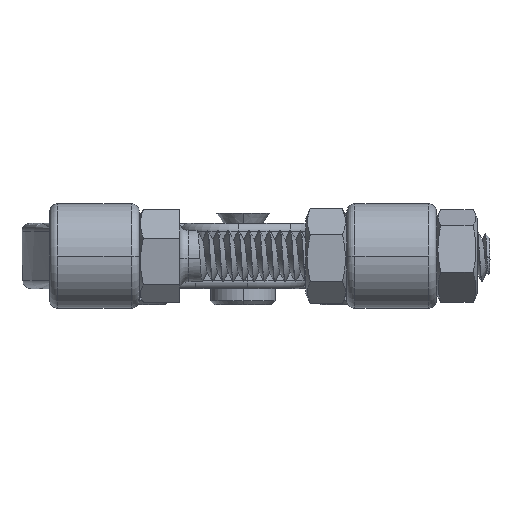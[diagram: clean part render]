
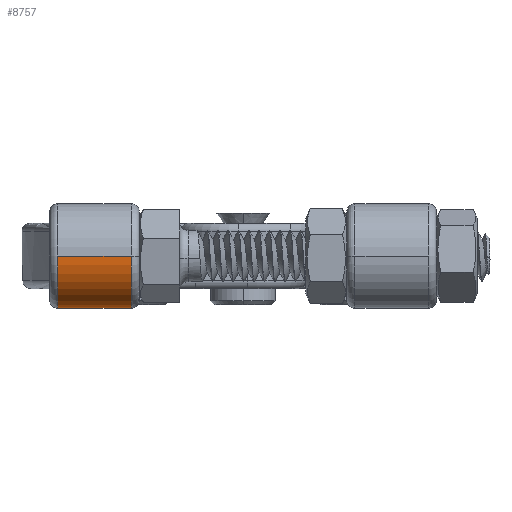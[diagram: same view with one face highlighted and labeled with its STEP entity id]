
A CAD part, left-side view. The second image highlights one B-rep face of the part: STEP entity #8757.
In plain terms, the highlighted cylindrical face has radius 6.4 mm (diameter 12.8 mm), a partial arc.
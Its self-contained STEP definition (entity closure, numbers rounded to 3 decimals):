
#577 = CARTESIAN_POINT ( 'NONE',  ( -7368.13, -829.046, -0.324 ) ) ;
#1623 = DIRECTION ( 'NONE',  ( 0., -1., 0. ) ) ;
#2764 = VERTEX_POINT ( 'NONE', #22632 ) ;
#3317 = LINE ( 'NONE', #16087, #24616 ) ;
#4281 = ORIENTED_EDGE ( 'NONE', *, *, #24181, .T. ) ;
#4618 = VECTOR ( 'NONE', #14707, 1000. ) ;
#4825 = CARTESIAN_POINT ( 'NONE',  ( -7379.248, -829.046, 4. ) ) ;
#5319 = VERTEX_POINT ( 'NONE', #4825 ) ;
#5658 = ORIENTED_EDGE ( 'NONE', *, *, #24701, .T. ) ;
#5978 = CYLINDRICAL_SURFACE ( 'NONE', #22290, 6.4 ) ;
#6712 = CARTESIAN_POINT ( 'NONE',  ( -7372.848, -829.046, 4. ) ) ;
#8757 = ADVANCED_FACE ( 'NONE', ( #17956 ), #5978, .T. ) ;
#8862 = DIRECTION ( 'NONE',  ( -1., 0., 0. ) ) ;
#10995 = ORIENTED_EDGE ( 'NONE', *, *, #20025, .T. ) ;
#12006 = DIRECTION ( 'NONE',  ( 0., -1., 0. ) ) ;
#12127 = CARTESIAN_POINT ( 'NONE',  ( -7368.13, -820.046, -0.324 ) ) ;
#12707 = DIRECTION ( 'NONE',  ( -1., 0., 0. ) ) ;
#12718 = CIRCLE ( 'NONE', #25005, 6.4 ) ;
#13090 = VERTEX_POINT ( 'NONE', #577 ) ;
#14468 = CARTESIAN_POINT ( 'NONE',  ( -7372.848, -820.046, 4. ) ) ;
#14707 = DIRECTION ( 'NONE',  ( 0., 1., 0. ) ) ;
#16087 = CARTESIAN_POINT ( 'NONE',  ( -7368.13, -848.148, -0.324 ) ) ;
#16570 = DIRECTION ( 'NONE',  ( 1., 0., 0. ) ) ;
#16662 = LINE ( 'NONE', #16808, #4618 ) ;
#16683 = AXIS2_PLACEMENT_3D ( 'NONE', #6712, #21565, #8862 ) ;
#16808 = CARTESIAN_POINT ( 'NONE',  ( -7379.248, -848.148, 4. ) ) ;
#16962 = CARTESIAN_POINT ( 'NONE',  ( -7372.848, -848.148, 4. ) ) ;
#17956 = FACE_OUTER_BOUND ( 'NONE', #19506, .T. ) ;
#19074 = DIRECTION ( 'NONE',  ( 0., 1., 0. ) ) ;
#19506 = EDGE_LOOP ( 'NONE', ( #10995, #23584, #4281, #5658 ) ) ;
#20025 = EDGE_CURVE ( 'NONE', #13090, #5319, #25636, .T. ) ;
#21565 = DIRECTION ( 'NONE',  ( 0., 1., 0. ) ) ;
#22001 = VERTEX_POINT ( 'NONE', #12127 ) ;
#22290 = AXIS2_PLACEMENT_3D ( 'NONE', #16962, #19074, #12707 ) ;
#22632 = CARTESIAN_POINT ( 'NONE',  ( -7379.248, -820.046, 4. ) ) ;
#23584 = ORIENTED_EDGE ( 'NONE', *, *, #26460, .T. ) ;
#24181 = EDGE_CURVE ( 'NONE', #2764, #22001, #12718, .T. ) ;
#24616 = VECTOR ( 'NONE', #12006, 1000. ) ;
#24701 = EDGE_CURVE ( 'NONE', #22001, #13090, #3317, .T. ) ;
#25005 = AXIS2_PLACEMENT_3D ( 'NONE', #14468, #1623, #16570 ) ;
#25636 = CIRCLE ( 'NONE', #16683, 6.4 ) ;
#26460 = EDGE_CURVE ( 'NONE', #5319, #2764, #16662, .T. ) ;
